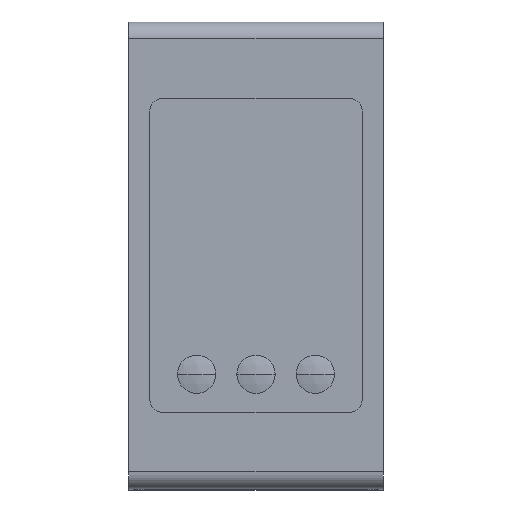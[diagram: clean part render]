
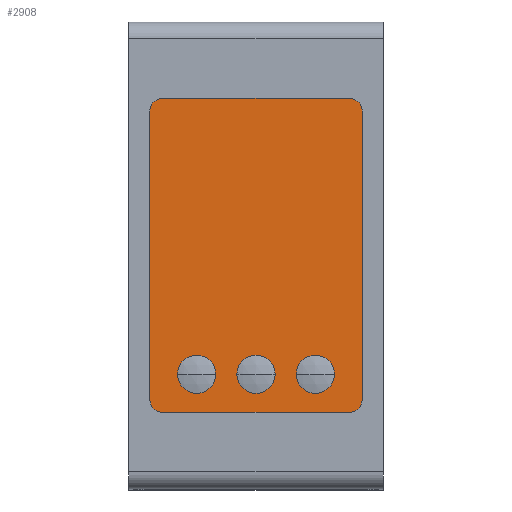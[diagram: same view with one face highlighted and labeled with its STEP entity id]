
A CAD part, top view. The second image highlights one B-rep face of the part: STEP entity #2908.
In plain terms, the highlighted planar face has unit normal (0, 0, 1).
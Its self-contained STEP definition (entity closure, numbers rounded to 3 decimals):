
#344 = ORIENTED_EDGE ( 'NONE', *, *, #8138, .T. ) ;
#370 = DIRECTION ( 'NONE',  ( 0., -1., 0. ) ) ;
#508 = CARTESIAN_POINT ( 'NONE',  ( 11., -21., 40.75 ) ) ;
#636 = FACE_OUTER_BOUND ( 'NONE', #2580, .T. ) ;
#643 = AXIS2_PLACEMENT_3D ( 'NONE', #9815, #4533, #10709 ) ;
#921 = ORIENTED_EDGE ( 'NONE', *, *, #9924, .T. ) ;
#1112 = LINE ( 'NONE', #5781, #5537 ) ;
#1451 = LINE ( 'NONE', #1456, #6144 ) ;
#1456 = CARTESIAN_POINT ( 'NONE',  ( 11., 16., 40.75 ) ) ;
#1550 = CARTESIAN_POINT ( 'NONE',  ( 11., 16., 40.75 ) ) ;
#1662 = CARTESIAN_POINT ( 'NONE',  ( -11., -19.5, 40.75 ) ) ;
#1755 = VERTEX_POINT ( 'NONE', #8787 ) ;
#1844 = EDGE_CURVE ( 'NONE', #4359, #8453, #5319, .T. ) ;
#2099 = ORIENTED_EDGE ( 'NONE', *, *, #8589, .T. ) ;
#2187 = DIRECTION ( 'NONE',  ( 0., 0., 1. ) ) ;
#2247 = LINE ( 'NONE', #6544, #4608 ) ;
#2357 = AXIS2_PLACEMENT_3D ( 'NONE', #1662, #7843, #2556 ) ;
#2556 = DIRECTION ( 'NONE',  ( -1., 0., 0. ) ) ;
#2580 = EDGE_LOOP ( 'NONE', ( #9765, #2099, #344, #5930, #8909, #921, #5427, #6330 ) ) ;
#2639 = DIRECTION ( 'NONE',  ( 0., 0., 1. ) ) ;
#2722 = VERTEX_POINT ( 'NONE', #8421 ) ;
#2744 = CARTESIAN_POINT ( 'NONE',  ( 11., 14.5, 40.75 ) ) ;
#2908 = ADVANCED_FACE ( 'NONE', ( #636 ), #3413, .F. ) ;
#2926 = VECTOR ( 'NONE', #3516, 1000. ) ;
#3413 = PLANE ( 'NONE',  #2357 ) ;
#3516 = DIRECTION ( 'NONE',  ( 1., 0., 0. ) ) ;
#3545 = CARTESIAN_POINT ( 'NONE',  ( -12.5, -19.5, 40.75 ) ) ;
#3632 = DIRECTION ( 'NONE',  ( 1., 0., 0. ) ) ;
#4175 = CIRCLE ( 'NONE', #8386, 1.5 ) ;
#4359 = VERTEX_POINT ( 'NONE', #9708 ) ;
#4361 = VERTEX_POINT ( 'NONE', #10620 ) ;
#4533 = DIRECTION ( 'NONE',  ( 0., 0., 1. ) ) ;
#4608 = VECTOR ( 'NONE', #370, 1000. ) ;
#5319 = CIRCLE ( 'NONE', #10644, 1.5 ) ;
#5362 = VERTEX_POINT ( 'NONE', #508 ) ;
#5427 = ORIENTED_EDGE ( 'NONE', *, *, #10071, .T. ) ;
#5537 = VECTOR ( 'NONE', #6657, 1000. ) ;
#5781 = CARTESIAN_POINT ( 'NONE',  ( 12.5, -19.5, 40.75 ) ) ;
#5930 = ORIENTED_EDGE ( 'NONE', *, *, #8847, .T. ) ;
#6059 = EDGE_CURVE ( 'NONE', #11061, #10714, #2247, .T. ) ;
#6144 = VECTOR ( 'NONE', #11219, 1000. ) ;
#6330 = ORIENTED_EDGE ( 'NONE', *, *, #6059, .T. ) ;
#6544 = CARTESIAN_POINT ( 'NONE',  ( -12.5, -19.5, 40.75 ) ) ;
#6657 = DIRECTION ( 'NONE',  ( 0., 1., 0. ) ) ;
#6905 = EDGE_CURVE ( 'NONE', #10714, #4361, #4175, .T. ) ;
#7466 = CARTESIAN_POINT ( 'NONE',  ( -11., -19.5, 40.75 ) ) ;
#7700 = AXIS2_PLACEMENT_3D ( 'NONE', #7928, #2639, #8808 ) ;
#7843 = DIRECTION ( 'NONE',  ( 0., 0., -1. ) ) ;
#7928 = CARTESIAN_POINT ( 'NONE',  ( -11., 14.5, 40.75 ) ) ;
#8138 = EDGE_CURVE ( 'NONE', #5362, #2722, #10572, .T. ) ;
#8365 = DIRECTION ( 'NONE',  ( -1., 0., 0. ) ) ;
#8386 = AXIS2_PLACEMENT_3D ( 'NONE', #7466, #2187, #8365 ) ;
#8421 = CARTESIAN_POINT ( 'NONE',  ( 12.5, -19.5, 40.75 ) ) ;
#8453 = VERTEX_POINT ( 'NONE', #1550 ) ;
#8589 = EDGE_CURVE ( 'NONE', #4361, #5362, #9976, .T. ) ;
#8787 = CARTESIAN_POINT ( 'NONE',  ( -11., 16., 40.75 ) ) ;
#8808 = DIRECTION ( 'NONE',  ( 1., 0., 0. ) ) ;
#8840 = CARTESIAN_POINT ( 'NONE',  ( -12.5, 14.5, 40.75 ) ) ;
#8847 = EDGE_CURVE ( 'NONE', #2722, #4359, #1112, .T. ) ;
#8893 = DIRECTION ( 'NONE',  ( 0., 0., 1. ) ) ;
#8909 = ORIENTED_EDGE ( 'NONE', *, *, #1844, .T. ) ;
#9708 = CARTESIAN_POINT ( 'NONE',  ( 12.5, 14.5, 40.75 ) ) ;
#9765 = ORIENTED_EDGE ( 'NONE', *, *, #6905, .T. ) ;
#9815 = CARTESIAN_POINT ( 'NONE',  ( 11., -19.5, 40.75 ) ) ;
#9924 = EDGE_CURVE ( 'NONE', #8453, #1755, #1451, .T. ) ;
#9976 = LINE ( 'NONE', #11465, #2926 ) ;
#10071 = EDGE_CURVE ( 'NONE', #1755, #11061, #10151, .T. ) ;
#10151 = CIRCLE ( 'NONE', #7700, 1.5 ) ;
#10572 = CIRCLE ( 'NONE', #643, 1.5 ) ;
#10620 = CARTESIAN_POINT ( 'NONE',  ( -11., -21., 40.75 ) ) ;
#10644 = AXIS2_PLACEMENT_3D ( 'NONE', #2744, #8893, #3632 ) ;
#10709 = DIRECTION ( 'NONE',  ( 1., 0., 0. ) ) ;
#10714 = VERTEX_POINT ( 'NONE', #3545 ) ;
#11061 = VERTEX_POINT ( 'NONE', #8840 ) ;
#11219 = DIRECTION ( 'NONE',  ( -1., 0., 0. ) ) ;
#11465 = CARTESIAN_POINT ( 'NONE',  ( 11., -21., 40.75 ) ) ;
